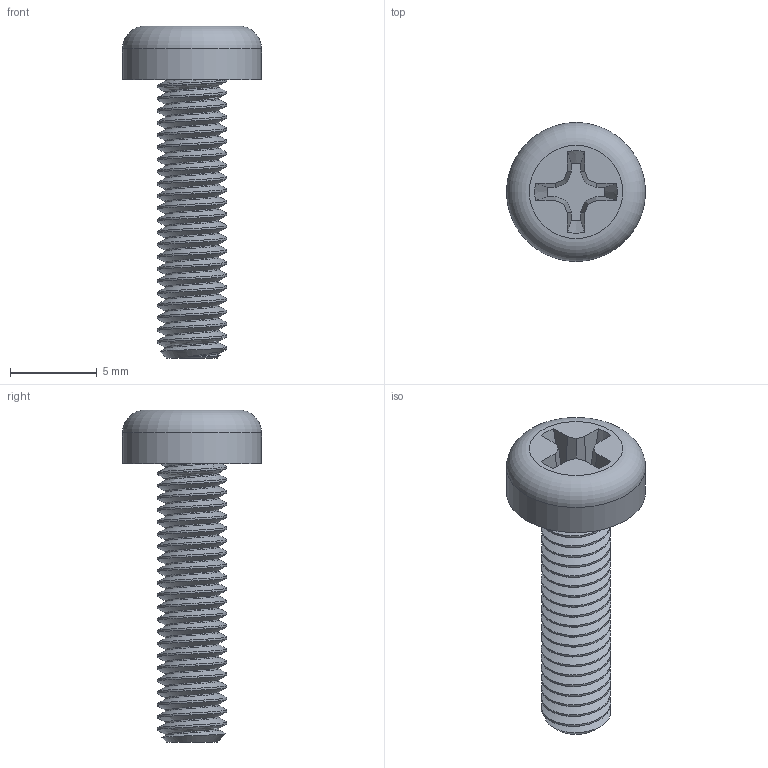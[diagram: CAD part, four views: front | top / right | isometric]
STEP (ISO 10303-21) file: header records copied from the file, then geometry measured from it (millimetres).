
FILE_DESCRIPTION(/* description */ ('STEP AP203'),/* implementation_level */ '2;1');
FILE_NAME(/* name */ 'screws_16mm_m4x0.7_ext.stp',/* time_stamp */ '2022-12-09T16:31:30+01:00',/* author */ ('Rik Ubaghs'),/* organization */ ('Microsoft'),/* preprocessor_version */ 'ST-DEVELOPER v18.1',/* originating_system */ 'Autodesk Inventor 2021',/* authorisation */ '');
FILE_SCHEMA (('AUTOMOTIVE_DESIGN { 1 0 10303 214 3 1 1 }'));
Length unit declared in the file: millimetre
Products named in the file (1): Bolts_16mm_M4x0.7_ext
Bounding box: 8 x 8 x 19.1 mm (x, y, z)
Volume: 289.7 mm3; surface area: 507.3 mm2
Topology: 1 solids, 1 shells, 53 faces, 151 edges, 102 vertices
Faces by surface type: cylinder 24, plane 20, cone 5, bspline 3, torus 1
Full cylindrical faces by diameter (mm): 4 x21, 8 x1
Entity records: 8778 total; most frequent: CARTESIAN_POINT 7472, ORIENTED_EDGE 302, DIRECTION 212, EDGE_CURVE 151, VERTEX_POINT 102, AXIS2_PLACEMENT_3D 72, LINE 68, VECTOR 68
